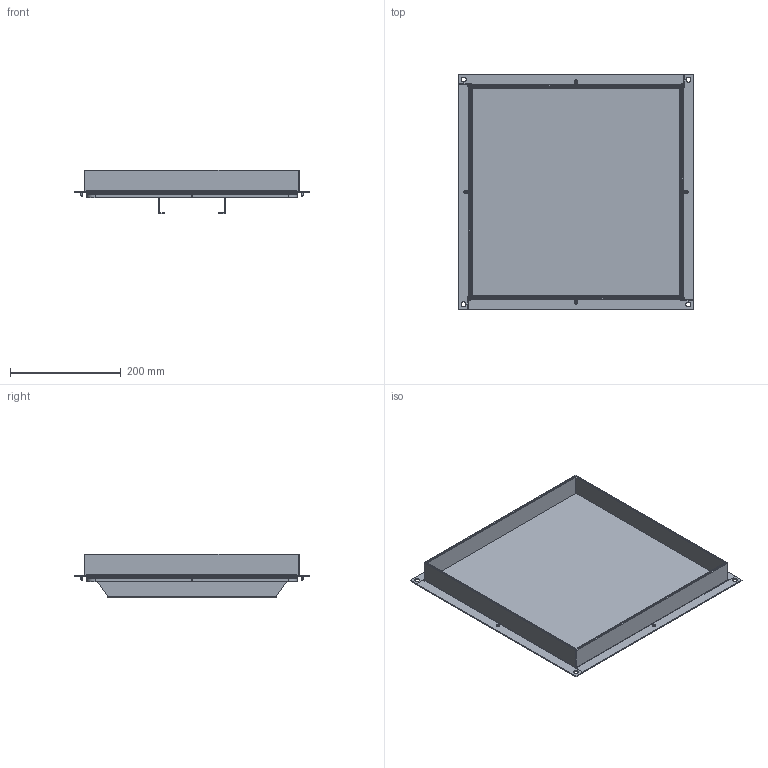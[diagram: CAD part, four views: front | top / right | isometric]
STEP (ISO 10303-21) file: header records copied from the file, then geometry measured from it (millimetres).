
FILE_DESCRIPTION(/* description */ (''),/* implementation_level */ '2;1');
FILE_NAME(/* name */ '7405968',/* time_stamp */ '2015-08-11T08:47:30+02:00',/* author */ (''),/* organization */ (''),/* preprocessor_version */ 'ST-DEVELOPER v15',/* originating_system */ '',/* authorisation */ '');
FILE_SCHEMA (('CONFIG_CONTROL_DESIGN'));
Length unit declared in the file: millimetre
Products named in the file (2): Document; Block 02
Assembly tree (1 placements, depth 2):
  Document
    Block 02
Bounding box: 423.8 x 423.8 x 79 mm (x, y, z)
Volume: 1849486.2 mm3; surface area: 1002626.3 mm2
Topology: 13 solids, 13 shells, 275 faces, 660 edges, 416 vertices
Faces by surface type: plane 195, bspline 80
Entity records: 8149 total; most frequent: CARTESIAN_POINT 3651, ORIENTED_EDGE 1320, EDGE_CURVE 660, B_SPLINE_CURVE_WITH_KNOTS 438, VERTEX_POINT 416, EDGE_LOOP 298, ADVANCED_FACE 275, FACE_OUTER_BOUND 275
